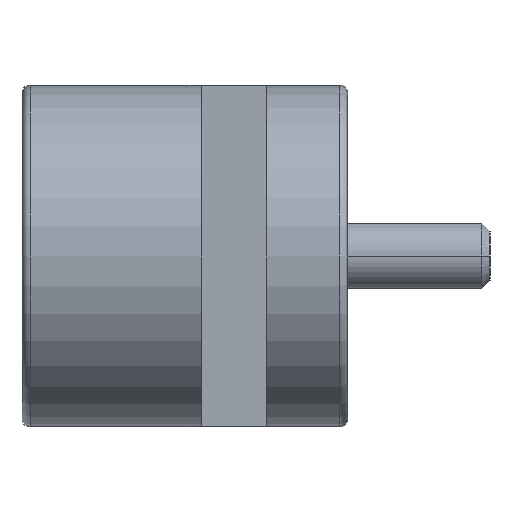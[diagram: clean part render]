
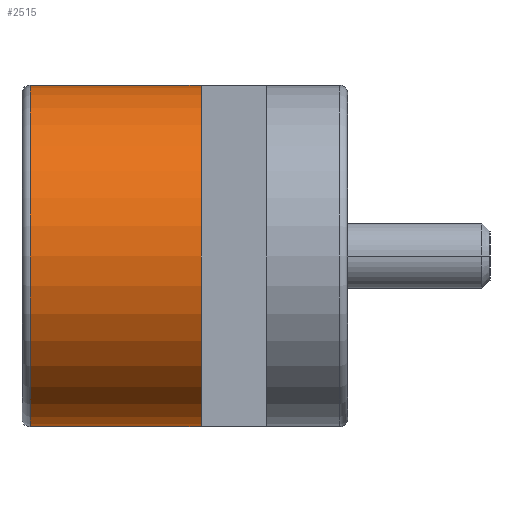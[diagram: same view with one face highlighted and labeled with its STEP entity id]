
A CAD part, left-side view. The second image highlights one B-rep face of the part: STEP entity #2515.
In plain terms, the highlighted cylindrical face has radius 2.1 mm (diameter 4.2 mm), a partial arc.
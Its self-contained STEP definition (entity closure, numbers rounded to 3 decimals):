
#264 = DIRECTION ( 'NONE',  ( 0., -1., 0. ) ) ;
#289 = EDGE_CURVE ( 'NONE', #2492, #747, #2677, .T. ) ;
#326 = FACE_OUTER_BOUND ( 'NONE', #795, .T. ) ;
#372 = CARTESIAN_POINT ( 'NONE',  ( -7.94, 1.8, 2.1 ) ) ;
#477 = LINE ( 'NONE', #507, #1076 ) ;
#507 = CARTESIAN_POINT ( 'NONE',  ( -7.94, 4., 2.1 ) ) ;
#543 = CARTESIAN_POINT ( 'NONE',  ( -7.94, 3.9, -2.1 ) ) ;
#544 = ORIENTED_EDGE ( 'NONE', *, *, #1515, .T. ) ;
#643 = VECTOR ( 'NONE', #1858, 1000. ) ;
#694 = CARTESIAN_POINT ( 'NONE',  ( -10.04, 1.8, 0. ) ) ;
#747 = VERTEX_POINT ( 'NONE', #543 ) ;
#787 = CIRCLE ( 'NONE', #3068, 2.1 ) ;
#795 = EDGE_LOOP ( 'NONE', ( #846, #1564, #544, #1097, #2015 ) ) ;
#811 = DIRECTION ( 'NONE',  ( 0., 0., 1. ) ) ;
#827 = EDGE_CURVE ( 'NONE', #3022, #2445, #787, .T. ) ;
#846 = ORIENTED_EDGE ( 'NONE', *, *, #1086, .F. ) ;
#1053 = DIRECTION ( 'NONE',  ( 0., 0., 1. ) ) ;
#1076 = VECTOR ( 'NONE', #264, 1000. ) ;
#1086 = EDGE_CURVE ( 'NONE', #2492, #2445, #477, .T. ) ;
#1097 = ORIENTED_EDGE ( 'NONE', *, *, #2017, .T. ) ;
#1121 = LINE ( 'NONE', #1591, #643 ) ;
#1236 = AXIS2_PLACEMENT_3D ( 'NONE', #2260, #3226, #1752 ) ;
#1302 = DIRECTION ( 'NONE',  ( 0., 1., 0. ) ) ;
#1370 = DIRECTION ( 'NONE',  ( 0., 0., -1. ) ) ;
#1383 = CARTESIAN_POINT ( 'NONE',  ( -7.94, 4., 0. ) ) ;
#1515 = EDGE_CURVE ( 'NONE', #747, #3030, #1121, .T. ) ;
#1549 = CARTESIAN_POINT ( 'NONE',  ( -7.94, 1.8, 0. ) ) ;
#1564 = ORIENTED_EDGE ( 'NONE', *, *, #289, .T. ) ;
#1584 = AXIS2_PLACEMENT_3D ( 'NONE', #1549, #1786, #1053 ) ;
#1591 = CARTESIAN_POINT ( 'NONE',  ( -7.94, 4., -2.1 ) ) ;
#1752 = DIRECTION ( 'NONE',  ( 0., 0., 1. ) ) ;
#1786 = DIRECTION ( 'NONE',  ( 0., 1., 0. ) ) ;
#1858 = DIRECTION ( 'NONE',  ( 0., -1., 0. ) ) ;
#1872 = CYLINDRICAL_SURFACE ( 'NONE', #2489, 2.1 ) ;
#1944 = CARTESIAN_POINT ( 'NONE',  ( -7.94, 1.8, -2.1 ) ) ;
#2015 = ORIENTED_EDGE ( 'NONE', *, *, #827, .T. ) ;
#2017 = EDGE_CURVE ( 'NONE', #3030, #3022, #2543, .T. ) ;
#2098 = CARTESIAN_POINT ( 'NONE',  ( -7.94, 3.9, 2.1 ) ) ;
#2260 = CARTESIAN_POINT ( 'NONE',  ( -7.94, 3.9, 0. ) ) ;
#2445 = VERTEX_POINT ( 'NONE', #372 ) ;
#2489 = AXIS2_PLACEMENT_3D ( 'NONE', #1383, #2889, #1370 ) ;
#2492 = VERTEX_POINT ( 'NONE', #2098 ) ;
#2515 = ADVANCED_FACE ( 'NONE', ( #326 ), #1872, .T. ) ;
#2543 = CIRCLE ( 'NONE', #1584, 2.1 ) ;
#2677 = CIRCLE ( 'NONE', #1236, 2.1 ) ;
#2889 = DIRECTION ( 'NONE',  ( 0., -1., 0. ) ) ;
#3022 = VERTEX_POINT ( 'NONE', #694 ) ;
#3030 = VERTEX_POINT ( 'NONE', #1944 ) ;
#3054 = CARTESIAN_POINT ( 'NONE',  ( -7.94, 1.8, 0. ) ) ;
#3068 = AXIS2_PLACEMENT_3D ( 'NONE', #3054, #1302, #811 ) ;
#3226 = DIRECTION ( 'NONE',  ( 0., -1., 0. ) ) ;
